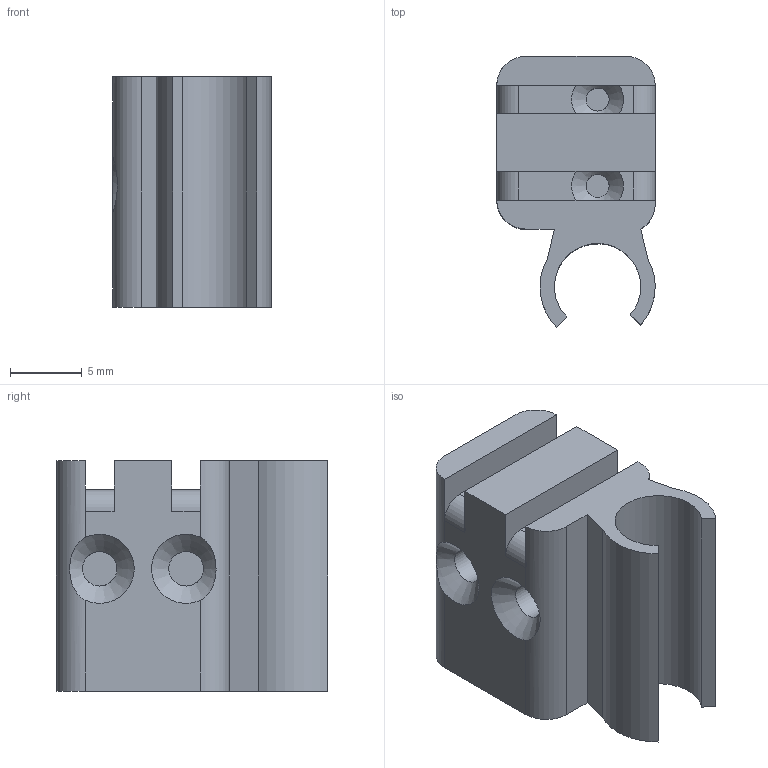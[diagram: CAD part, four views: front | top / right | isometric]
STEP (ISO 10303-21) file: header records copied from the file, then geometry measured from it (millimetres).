
FILE_DESCRIPTION(/* description */ (''),/* implementation_level */ '2;1');
FILE_NAME(/* name */ 'Holder_two_wires_Lucas.step',/* time_stamp */ '2025-06-05T10:10:01+02:00',/* author */ (''),/* organization */ (''),/* preprocessor_version */ 'ST-DEVELOPER v20.1',/* originating_system */ 'Autodesk Translation Framework v14.4.0.0',/* authorisation */ '');
FILE_SCHEMA (('AUTOMOTIVE_DESIGN { 1 0 10303 214 3 1 1 }'));
Length unit declared in the file: millimetre
Products named in the file (1): Holder_two_wires_Lucas
Bounding box: 11 x 18.82 x 16 mm (x, y, z)
Volume: 2158.4 mm3; surface area: 1623.2 mm2
Topology: 1 solids, 1 shells, 45 faces, 126 edges, 83 vertices
Faces by surface type: plane 24, cylinder 17, cone 4
Full cylindrical faces by diameter (mm): 1.6 x4, 2.4 x2
Entity records: 1641 total; most frequent: CARTESIAN_POINT 434, ORIENTED_EDGE 252, DIRECTION 242, EDGE_CURVE 126, AXIS2_PLACEMENT_3D 85, VERTEX_POINT 83, LINE 72, VECTOR 72
